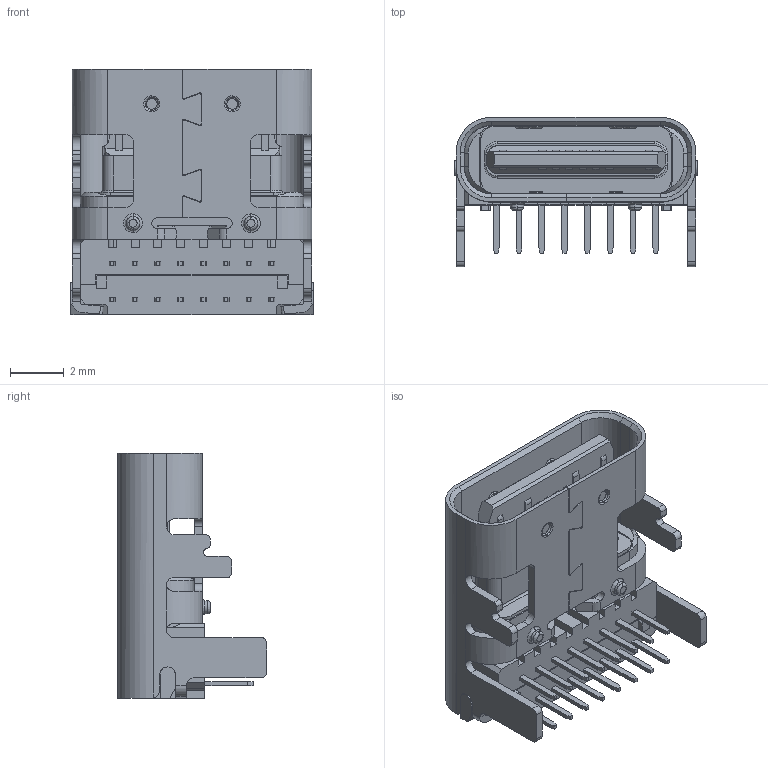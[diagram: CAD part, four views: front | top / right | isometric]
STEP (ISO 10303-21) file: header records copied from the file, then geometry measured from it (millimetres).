
FILE_DESCRIPTION(/* description */ (''),/* implementation_level */ '2;1');
FILE_NAME(/* name */ 'USB4085-GF-A v1.step',/* time_stamp */ '2020-09-15T04:07:21-07:00',/* author */ (''),/* organization */ (''),/* preprocessor_version */ 'ST-DEVELOPER v18.1',/* originating_system */ 'Autodesk Translation Framework v9.3.0.1241',/* authorisation */ '');
FILE_SCHEMA (('AUTOMOTIVE_DESIGN { 1 0 10303 214 3 1 1 }'));
Length unit declared in the file: millimetre
Products named in the file (3): USB4085-GF-A; ÇÐ³ý-À­Éì1; Í¹Ì¨-À­Éì1
Assembly tree (2 placements, depth 2):
  USB4085-GF-A
    ÇÐ³ý-À­Éì1
    Í¹Ì¨-À­Éì1
Bounding box: 9.03 x 5.56 x 9.17 mm (x, y, z)
Volume: 117.4 mm3; surface area: 640.1 mm2
Topology: 1 solids, 2 shells, 687 faces, 1839 edges, 1193 vertices
Faces by surface type: plane 466, cylinder 136, bspline 71, cone 10, torus 4
Entity records: 38255 total; most frequent: CARTESIAN_POINT 20604, ORIENTED_EDGE 3674, DIRECTION 3277, EDGE_CURVE 1839, LINE 1331, VECTOR 1331, VERTEX_POINT 1193, AXIS2_PLACEMENT_3D 973
